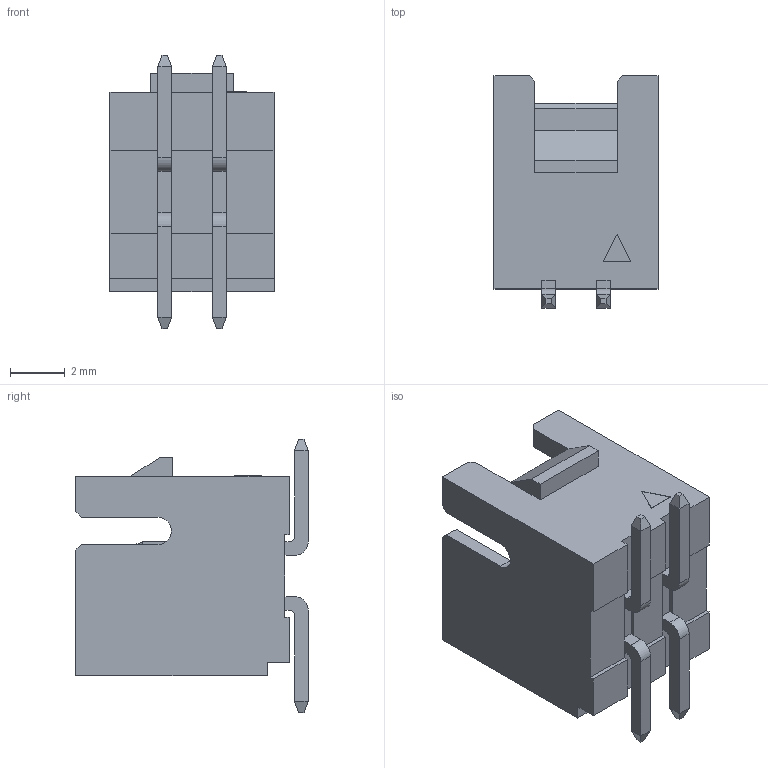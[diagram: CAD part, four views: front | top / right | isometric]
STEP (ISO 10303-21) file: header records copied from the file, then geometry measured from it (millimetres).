
FILE_DESCRIPTION (( 'STEP AP214' ), '1' );
FILE_NAME ('FWF20030-D04XXXXX-REF.STEP', '2025-03-10T05:43:01', ( '' ), ( '' ), 'SwSTEP 2.0', 'SolidWorks 2021', '' );
FILE_SCHEMA (( 'AUTOMOTIVE_DESIGN' ));
Length unit declared in the file: millimetre
Products named in the file (1): FWF20030-D04XXXXX-REF
Bounding box: 6 x 8.5 x 10 mm (x, y, z)
Volume: 137.5 mm3; surface area: 499.5 mm2
Topology: 1 solids, 1 shells, 178 faces, 451 edges, 280 vertices
Faces by surface type: plane 166, cylinder 12
Entity records: 5217 total; most frequent: CARTESIAN_POINT 910, ORIENTED_EDGE 902, DIRECTION 833, EDGE_CURVE 451, VECTOR 427, LINE 427, VERTEX_POINT 280, AXIS2_PLACEMENT_3D 203
